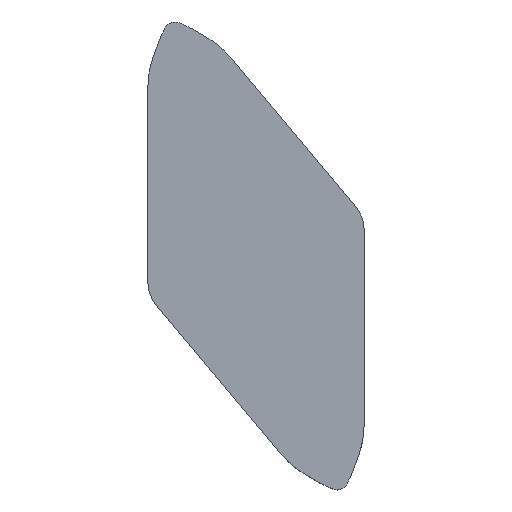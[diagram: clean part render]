
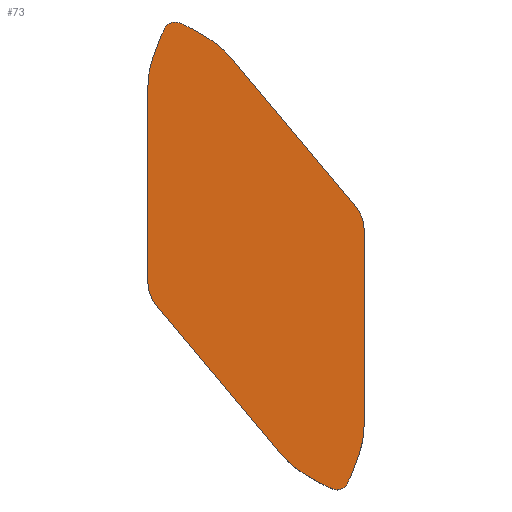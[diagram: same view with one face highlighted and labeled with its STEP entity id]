
A CAD part, top view. The second image highlights one B-rep face of the part: STEP entity #73.
In plain terms, the highlighted planar face has unit normal (0, 0, 1).
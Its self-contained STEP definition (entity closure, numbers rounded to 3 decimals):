
#43=PLANE('',#689);
#73=ADVANCED_FACE('',(#123),#43,.T.);
#123=FACE_OUTER_BOUND('',#153,.T.);
#153=EDGE_LOOP('',(#355,#356,#357,#358,#359,#360,#361,#362,#363,#364,#365,
#366,#367,#368,#369,#370,#371,#372,#373,#374,#375,#376,#377,#378,#379,#380,
#381,#382));
#160=LINE('',#1063,#204);
#164=LINE('',#1075,#208);
#172=LINE('',#1107,#216);
#176=LINE('',#1119,#220);
#182=LINE('',#1147,#226);
#186=LINE('',#1159,#230);
#192=LINE('',#1182,#236);
#196=LINE('',#1194,#240);
#204=VECTOR('',#714,1.);
#208=VECTOR('',#726,1.);
#216=VECTOR('',#760,1.);
#220=VECTOR('',#772,1.);
#226=VECTOR('',#804,1.);
#230=VECTOR('',#816,1.);
#236=VECTOR('',#842,1.);
#240=VECTOR('',#854,1.);
#355=ORIENTED_EDGE('',*,*,#504,.F.);
#356=ORIENTED_EDGE('',*,*,#512,.T.);
#357=ORIENTED_EDGE('',*,*,#510,.T.);
#358=ORIENTED_EDGE('',*,*,#507,.T.);
#359=ORIENTED_EDGE('',*,*,#469,.F.);
#360=ORIENTED_EDGE('',*,*,#486,.T.);
#361=ORIENTED_EDGE('',*,*,#489,.T.);
#362=ORIENTED_EDGE('',*,*,#491,.T.);
#363=ORIENTED_EDGE('',*,*,#482,.F.);
#364=ORIENTED_EDGE('',*,*,#479,.F.);
#365=ORIENTED_EDGE('',*,*,#476,.F.);
#366=ORIENTED_EDGE('',*,*,#473,.F.);
#367=ORIENTED_EDGE('',*,*,#536,.F.);
#368=ORIENTED_EDGE('',*,*,#539,.F.);
#369=ORIENTED_EDGE('',*,*,#542,.F.);
#370=ORIENTED_EDGE('',*,*,#550,.T.);
#371=ORIENTED_EDGE('',*,*,#548,.T.);
#372=ORIENTED_EDGE('',*,*,#545,.T.);
#373=ORIENTED_EDGE('',*,*,#515,.F.);
#374=ORIENTED_EDGE('',*,*,#528,.T.);
#375=ORIENTED_EDGE('',*,*,#531,.T.);
#376=ORIENTED_EDGE('',*,*,#533,.T.);
#377=ORIENTED_EDGE('',*,*,#524,.F.);
#378=ORIENTED_EDGE('',*,*,#521,.F.);
#379=ORIENTED_EDGE('',*,*,#518,.F.);
#380=ORIENTED_EDGE('',*,*,#494,.F.);
#381=ORIENTED_EDGE('',*,*,#498,.F.);
#382=ORIENTED_EDGE('',*,*,#501,.F.);
#413=VERTEX_POINT('',#1047);
#414=VERTEX_POINT('',#1049);
#417=VERTEX_POINT('',#1056);
#418=VERTEX_POINT('',#1058);
#420=VERTEX_POINT('',#1064);
#422=VERTEX_POINT('',#1070);
#424=VERTEX_POINT('',#1076);
#426=VERTEX_POINT('',#1082);
#428=VERTEX_POINT('',#1088);
#431=VERTEX_POINT('',#1098);
#432=VERTEX_POINT('',#1100);
#434=VERTEX_POINT('',#1106);
#436=VERTEX_POINT('',#1112);
#438=VERTEX_POINT('',#1118);
#439=VERTEX_POINT('',#1122);
#441=VERTEX_POINT('',#1128);
#445=VERTEX_POINT('',#1140);
#446=VERTEX_POINT('',#1142);
#448=VERTEX_POINT('',#1148);
#450=VERTEX_POINT('',#1154);
#452=VERTEX_POINT('',#1160);
#454=VERTEX_POINT('',#1166);
#456=VERTEX_POINT('',#1172);
#458=VERTEX_POINT('',#1181);
#460=VERTEX_POINT('',#1187);
#462=VERTEX_POINT('',#1193);
#463=VERTEX_POINT('',#1197);
#465=VERTEX_POINT('',#1203);
#469=EDGE_CURVE('',#413,#414,#552,.T.);
#473=EDGE_CURVE('',#417,#418,#554,.T.);
#476=EDGE_CURVE('',#418,#420,#160,.T.);
#479=EDGE_CURVE('',#420,#422,#556,.T.);
#482=EDGE_CURVE('',#422,#424,#164,.T.);
#486=EDGE_CURVE('',#413,#426,#558,.T.);
#489=EDGE_CURVE('',#426,#428,#560,.T.);
#491=EDGE_CURVE('',#428,#424,#562,.T.);
#494=EDGE_CURVE('',#431,#432,#564,.T.);
#498=EDGE_CURVE('',#434,#431,#172,.T.);
#501=EDGE_CURVE('',#436,#434,#566,.T.);
#504=EDGE_CURVE('',#438,#436,#176,.T.);
#507=EDGE_CURVE('',#439,#414,#568,.T.);
#510=EDGE_CURVE('',#441,#439,#570,.T.);
#512=EDGE_CURVE('',#438,#441,#572,.T.);
#515=EDGE_CURVE('',#445,#446,#574,.T.);
#518=EDGE_CURVE('',#432,#448,#182,.T.);
#521=EDGE_CURVE('',#448,#450,#576,.T.);
#524=EDGE_CURVE('',#450,#452,#186,.T.);
#528=EDGE_CURVE('',#445,#454,#578,.T.);
#531=EDGE_CURVE('',#454,#456,#580,.T.);
#533=EDGE_CURVE('',#456,#452,#582,.T.);
#536=EDGE_CURVE('',#458,#417,#192,.T.);
#539=EDGE_CURVE('',#460,#458,#584,.T.);
#542=EDGE_CURVE('',#462,#460,#196,.T.);
#545=EDGE_CURVE('',#463,#446,#586,.T.);
#548=EDGE_CURVE('',#465,#463,#588,.T.);
#550=EDGE_CURVE('',#462,#465,#590,.T.);
#552=CIRCLE('',#622,0.8);
#554=CIRCLE('',#625,2.);
#556=CIRCLE('',#629,5.);
#558=CIRCLE('',#633,0.563);
#560=CIRCLE('',#636,15.);
#562=CIRCLE('',#639,1.5);
#564=CIRCLE('',#642,2.);
#566=CIRCLE('',#646,5.);
#568=CIRCLE('',#650,0.563);
#570=CIRCLE('',#653,15.);
#572=CIRCLE('',#656,1.5);
#574=CIRCLE('',#659,0.8);
#576=CIRCLE('',#663,5.);
#578=CIRCLE('',#667,0.563);
#580=CIRCLE('',#670,15.);
#582=CIRCLE('',#673,1.5);
#584=CIRCLE('',#677,5.);
#586=CIRCLE('',#681,0.563);
#588=CIRCLE('',#684,15.);
#590=CIRCLE('',#687,1.5);
#622=AXIS2_PLACEMENT_3D('',#1048,#700,#701);
#625=AXIS2_PLACEMENT_3D('',#1057,#708,#709);
#629=AXIS2_PLACEMENT_3D('',#1069,#720,#721);
#633=AXIS2_PLACEMENT_3D('',#1083,#733,#734);
#636=AXIS2_PLACEMENT_3D('',#1089,#740,#741);
#639=AXIS2_PLACEMENT_3D('',#1092,#746,#747);
#642=AXIS2_PLACEMENT_3D('',#1099,#753,#754);
#646=AXIS2_PLACEMENT_3D('',#1113,#766,#767);
#650=AXIS2_PLACEMENT_3D('',#1125,#778,#779);
#653=AXIS2_PLACEMENT_3D('',#1131,#785,#786);
#656=AXIS2_PLACEMENT_3D('',#1134,#791,#792);
#659=AXIS2_PLACEMENT_3D('',#1141,#798,#799);
#663=AXIS2_PLACEMENT_3D('',#1153,#810,#811);
#667=AXIS2_PLACEMENT_3D('',#1167,#823,#824);
#670=AXIS2_PLACEMENT_3D('',#1173,#830,#831);
#673=AXIS2_PLACEMENT_3D('',#1176,#836,#837);
#677=AXIS2_PLACEMENT_3D('',#1188,#848,#849);
#681=AXIS2_PLACEMENT_3D('',#1200,#860,#861);
#684=AXIS2_PLACEMENT_3D('',#1206,#867,#868);
#687=AXIS2_PLACEMENT_3D('',#1209,#873,#874);
#689=AXIS2_PLACEMENT_3D('',#1211,#877,#878);
#700=DIRECTION('',(0.,0.,-1.));
#701=DIRECTION('',(1.,0.,0.));
#708=DIRECTION('',(0.,0.,-1.));
#709=DIRECTION('',(1.,0.,0.));
#714=DIRECTION('',(0.,1.,0.));
#720=DIRECTION('',(0.,0.,-1.));
#721=DIRECTION('',(1.,0.,0.));
#726=DIRECTION('',(0.342,0.94,0.));
#733=DIRECTION('',(0.,0.,1.));
#734=DIRECTION('',(1.,0.,0.));
#740=DIRECTION('',(0.,0.,1.));
#741=DIRECTION('',(1.,0.,0.));
#746=DIRECTION('',(0.,0.,1.));
#747=DIRECTION('',(1.,0.,0.));
#753=DIRECTION('',(0.,0.,-1.));
#754=DIRECTION('',(1.,0.,0.));
#760=DIRECTION('',(0.643,-0.766,0.));
#766=DIRECTION('',(0.,0.,-1.));
#767=DIRECTION('',(1.,0.,0.));
#772=DIRECTION('',(0.866,-0.5,0.));
#778=DIRECTION('',(0.,0.,1.));
#779=DIRECTION('',(1.,0.,0.));
#785=DIRECTION('',(0.,0.,1.));
#786=DIRECTION('',(1.,0.,0.));
#791=DIRECTION('',(0.,0.,1.));
#792=DIRECTION('',(1.,0.,0.));
#798=DIRECTION('',(0.,0.,-1.));
#799=DIRECTION('',(1.,0.,0.));
#804=DIRECTION('',(0.,-1.,0.));
#810=DIRECTION('',(0.,0.,-1.));
#811=DIRECTION('',(1.,0.,0.));
#816=DIRECTION('',(-0.342,-0.94,0.));
#823=DIRECTION('',(0.,0.,1.));
#824=DIRECTION('',(1.,0.,0.));
#830=DIRECTION('',(0.,0.,1.));
#831=DIRECTION('',(1.,0.,0.));
#836=DIRECTION('',(0.,0.,1.));
#837=DIRECTION('',(1.,0.,0.));
#842=DIRECTION('',(-0.643,0.766,0.));
#848=DIRECTION('',(0.,0.,-1.));
#849=DIRECTION('',(1.,0.,0.));
#854=DIRECTION('',(-0.866,0.5,0.));
#860=DIRECTION('',(0.,0.,1.));
#861=DIRECTION('',(1.,0.,0.));
#867=DIRECTION('',(0.,0.,1.));
#868=DIRECTION('',(1.,0.,0.));
#873=DIRECTION('',(0.,0.,1.));
#874=DIRECTION('',(1.,0.,0.));
#877=DIRECTION('',(0.,0.,1.));
#878=DIRECTION('',(1.,0.,0.));
#1047=CARTESIAN_POINT('',(-4.81,12.887,0.));
#1048=CARTESIAN_POINT('',(-4.434,12.181,0.));
#1049=CARTESIAN_POINT('',(-4.599,12.964,0.));
#1056=CARTESIAN_POINT('',(-5.532,-2.741,0.));
#1057=CARTESIAN_POINT('',(-4.,-1.456,0.));
#1058=CARTESIAN_POINT('',(-6.,-1.456,0.));
#1063=CARTESIAN_POINT('',(-6.,-16.,0.));
#1064=CARTESIAN_POINT('',(-6.,9.335,0.));
#1069=CARTESIAN_POINT('',(-1.,9.335,0.));
#1070=CARTESIAN_POINT('',(-5.698,11.046,0.));
#1075=CARTESIAN_POINT('',(-5.185,12.455,0.));
#1076=CARTESIAN_POINT('',(-5.381,11.917,0.));
#1082=CARTESIAN_POINT('',(-5.05,12.64,0.));
#1083=CARTESIAN_POINT('',(-4.545,12.39,0.));
#1088=CARTESIAN_POINT('',(-5.346,12.006,0.));
#1089=CARTESIAN_POINT('',(8.393,5.985,0.));
#1092=CARTESIAN_POINT('',(-3.972,11.404,0.));
#1098=CARTESIAN_POINT('',(5.532,2.741,0.));
#1099=CARTESIAN_POINT('',(4.,1.456,0.));
#1100=CARTESIAN_POINT('',(6.,1.456,0.));
#1106=CARTESIAN_POINT('',(-1.404,11.008,0.));
#1107=CARTESIAN_POINT('',(14.881,-8.4,0.));
#1112=CARTESIAN_POINT('',(-2.735,12.124,0.));
#1113=CARTESIAN_POINT('',(-5.235,7.794,0.));
#1118=CARTESIAN_POINT('',(-3.538,12.588,0.));
#1119=CARTESIAN_POINT('',(-4.034,12.874,0.));
#1122=CARTESIAN_POINT('',(-4.257,12.929,0.));
#1125=CARTESIAN_POINT('',(-4.483,12.413,0.));
#1128=CARTESIAN_POINT('',(-3.622,12.633,0.));
#1131=CARTESIAN_POINT('',(-10.277,-0.81,0.));
#1134=CARTESIAN_POINT('',(-4.288,11.289,0.));
#1140=CARTESIAN_POINT('',(4.81,-12.887,0.));
#1141=CARTESIAN_POINT('',(4.434,-12.181,0.));
#1142=CARTESIAN_POINT('',(4.599,-12.964,0.));
#1147=CARTESIAN_POINT('',(6.,16.,0.));
#1148=CARTESIAN_POINT('',(6.,-9.335,0.));
#1153=CARTESIAN_POINT('',(1.,-9.335,0.));
#1154=CARTESIAN_POINT('',(5.698,-11.046,0.));
#1159=CARTESIAN_POINT('',(5.185,-12.455,0.));
#1160=CARTESIAN_POINT('',(5.381,-11.917,0.));
#1166=CARTESIAN_POINT('',(5.05,-12.64,0.));
#1167=CARTESIAN_POINT('',(4.545,-12.39,0.));
#1172=CARTESIAN_POINT('',(5.346,-12.006,0.));
#1173=CARTESIAN_POINT('',(-8.393,-5.985,0.));
#1176=CARTESIAN_POINT('',(3.972,-11.404,0.));
#1181=CARTESIAN_POINT('',(1.404,-11.008,0.));
#1182=CARTESIAN_POINT('',(-14.881,8.4,0.));
#1187=CARTESIAN_POINT('',(2.735,-12.124,0.));
#1188=CARTESIAN_POINT('',(5.235,-7.794,0.));
#1193=CARTESIAN_POINT('',(3.538,-12.588,0.));
#1194=CARTESIAN_POINT('',(4.034,-12.874,0.));
#1197=CARTESIAN_POINT('',(4.257,-12.929,0.));
#1200=CARTESIAN_POINT('',(4.483,-12.413,0.));
#1203=CARTESIAN_POINT('',(3.622,-12.633,0.));
#1206=CARTESIAN_POINT('',(10.277,0.81,0.));
#1209=CARTESIAN_POINT('',(4.288,-11.289,0.));
#1211=CARTESIAN_POINT('',(0.,0.,0.));
